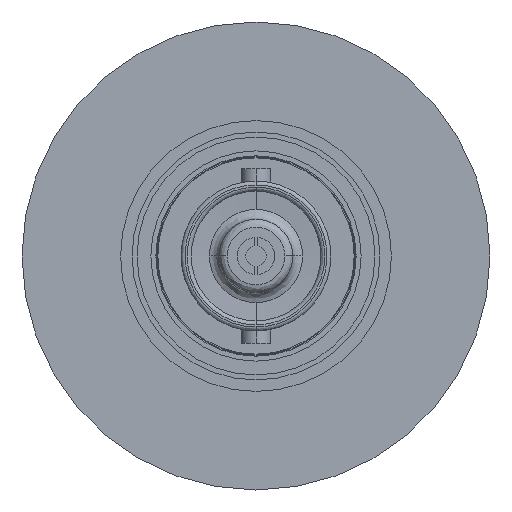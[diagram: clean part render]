
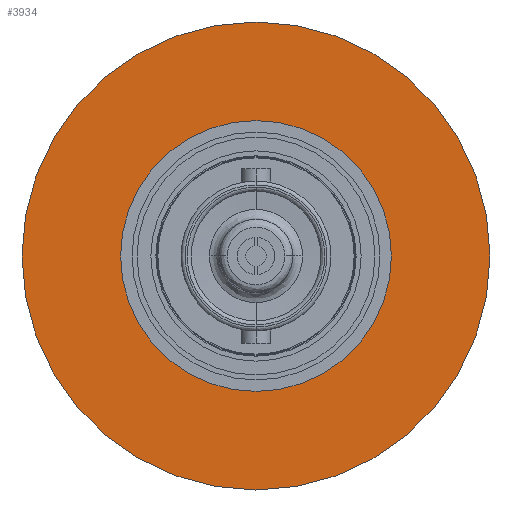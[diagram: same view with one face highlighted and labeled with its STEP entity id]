
A CAD part, left-side view. The second image highlights one B-rep face of the part: STEP entity #3934.
In plain terms, the highlighted planar face has unit normal (-1, 0, 0).
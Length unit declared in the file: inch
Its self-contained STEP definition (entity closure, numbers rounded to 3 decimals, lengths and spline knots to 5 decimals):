
#75 = EDGE_LOOP ( 'NONE', ( #4475, #4477 ) ) ;
#81 = EDGE_LOOP ( 'NONE', ( #4470, #4472 ) ) ;
#1219 = EDGE_CURVE ( 'NONE', #5682, #1464, #7479, .T. ) ;
#1464 = VERTEX_POINT ( 'NONE', #4534 ) ;
#1630 = AXIS2_PLACEMENT_3D ( 'NONE', #1791, #1792, #1793 ) ;
#1649 = AXIS2_PLACEMENT_3D ( 'NONE', #6583, #6589, #6590 ) ;
#1791 = CARTESIAN_POINT ( 'NONE',  ( 0., 0., 0. ) ) ;
#1792 = DIRECTION ( 'NONE',  ( 1., 0., 0. ) ) ;
#1793 = DIRECTION ( 'NONE',  ( 0., -1., 0. ) ) ;
#2014 = CIRCLE ( 'NONE', #1630, 0.3415 ) ;
#2052 = FACE_BOUND ( 'NONE', #75, .T. ) ;
#2058 = FACE_OUTER_BOUND ( 'NONE', #81, .T. ) ;
#2150 = CIRCLE ( 'NONE', #3357, 0.3415 ) ;
#2168 = CIRCLE ( 'NONE', #3367, 0.59 ) ;
#2792 = CARTESIAN_POINT ( 'NONE',  ( 0., 0.3415, 0. ) ) ;
#2816 = CARTESIAN_POINT ( 'NONE',  ( 0., -0.3415, 0. ) ) ;
#3357 = AXIS2_PLACEMENT_3D ( 'NONE', #6783, #6784, #6785 ) ;
#3367 = AXIS2_PLACEMENT_3D ( 'NONE', #4162, #4163, #4164 ) ;
#3645 = EDGE_CURVE ( 'NONE', #6274, #6310, #2014, .T. ) ;
#3934 = ADVANCED_FACE ( 'NONE', ( #2058, #2052 ), #6584, .F. ) ;
#4162 = CARTESIAN_POINT ( 'NONE',  ( 0., 0., 0. ) ) ;
#4163 = DIRECTION ( 'NONE',  ( 1., 0., 0. ) ) ;
#4164 = DIRECTION ( 'NONE',  ( 0., -1., 0. ) ) ;
#4330 = CARTESIAN_POINT ( 'NONE',  ( 0., -0.59, 0. ) ) ;
#4453 = CARTESIAN_POINT ( 'NONE',  ( 0., 0., 0. ) ) ;
#4455 = DIRECTION ( 'NONE',  ( 1., 0., 0. ) ) ;
#4457 = DIRECTION ( 'NONE',  ( 0., -1., 0. ) ) ;
#4470 = ORIENTED_EDGE ( 'NONE', *, *, #1219, .F. ) ;
#4472 = ORIENTED_EDGE ( 'NONE', *, *, #4735, .F. ) ;
#4475 = ORIENTED_EDGE ( 'NONE', *, *, #4718, .T. ) ;
#4477 = ORIENTED_EDGE ( 'NONE', *, *, #3645, .T. ) ;
#4534 = CARTESIAN_POINT ( 'NONE',  ( 0., 0.59, 0. ) ) ;
#4601 = AXIS2_PLACEMENT_3D ( 'NONE', #4453, #4455, #4457 ) ;
#4718 = EDGE_CURVE ( 'NONE', #6310, #6274, #2150, .T. ) ;
#4735 = EDGE_CURVE ( 'NONE', #1464, #5682, #2168, .T. ) ;
#5682 = VERTEX_POINT ( 'NONE', #4330 ) ;
#6274 = VERTEX_POINT ( 'NONE', #2792 ) ;
#6310 = VERTEX_POINT ( 'NONE', #2816 ) ;
#6583 = CARTESIAN_POINT ( 'NONE',  ( 0., 0.59, 0. ) ) ;
#6584 = PLANE ( 'NONE',  #1649 ) ;
#6589 = DIRECTION ( 'NONE',  ( 1., 0., 0. ) ) ;
#6590 = DIRECTION ( 'NONE',  ( 0., 1., 0. ) ) ;
#6783 = CARTESIAN_POINT ( 'NONE',  ( 0., 0., 0. ) ) ;
#6784 = DIRECTION ( 'NONE',  ( 1., 0., 0. ) ) ;
#6785 = DIRECTION ( 'NONE',  ( 0., -1., 0. ) ) ;
#7479 = CIRCLE ( 'NONE', #4601, 0.59 ) ;
